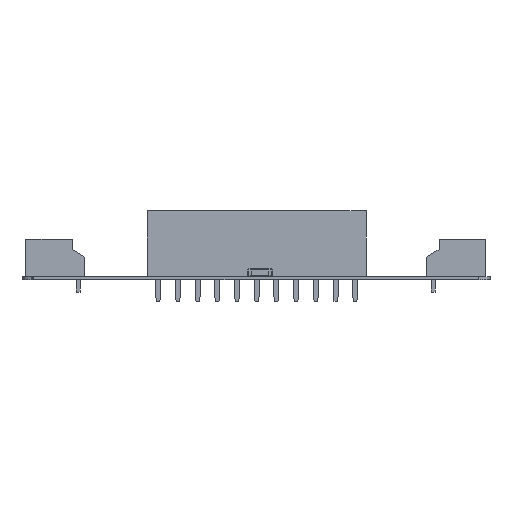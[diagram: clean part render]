
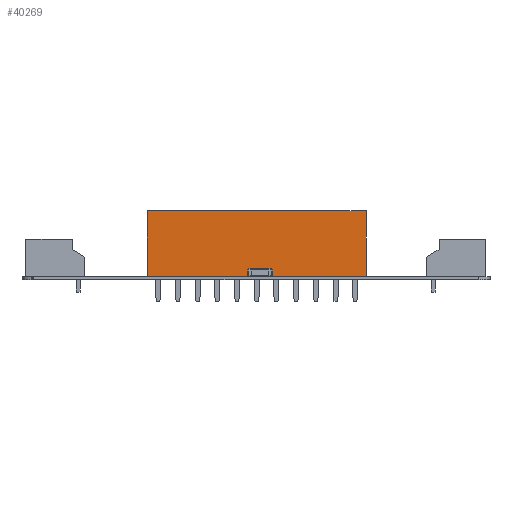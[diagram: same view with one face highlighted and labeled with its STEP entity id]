
A CAD part, front view. The second image highlights one B-rep face of the part: STEP entity #40269.
In plain terms, the highlighted face is planar.
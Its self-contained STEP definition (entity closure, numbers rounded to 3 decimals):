
#21281 = PLANE('',#21282);
#21282 = AXIS2_PLACEMENT_3D('',#21283,#21284,#21285);
#21283 = CARTESIAN_POINT('',(-14.095,0.,1.013));
#21284 = DIRECTION('',(0.,-1.,0.));
#21285 = DIRECTION('',(0.,0.,-1.));
#21574 = PLANE('',#21575);
#21575 = AXIS2_PLACEMENT_3D('',#21576,#21577,#21578);
#21576 = CARTESIAN_POINT('',(-14.095,8.5,0.));
#21577 = DIRECTION('',(0.,1.,0.));
#21578 = DIRECTION('',(0.,0.,1.));
#22657 = PLANE('',#22658);
#22658 = AXIS2_PLACEMENT_3D('',#22659,#22660,#22661);
#22659 = CARTESIAN_POINT('',(14.095,4.101,0.)
  );
#22660 = DIRECTION('',(1.,0.,0.));
#22661 = DIRECTION('',(0.,0.,-1.));
#23244 = VERTEX_POINT('',#23245);
#23245 = CARTESIAN_POINT('',(14.095,0.,1.25));
#23266 = EDGE_CURVE('',#23267,#23244,#23269,.T.);
#23267 = VERTEX_POINT('',#23268);
#23268 = CARTESIAN_POINT('',(-14.095,0.,1.25));
#23269 = SURFACE_CURVE('',#23270,(#23274,#23281),.PCURVE_S1.);
#23270 = LINE('',#23271,#23272);
#23271 = CARTESIAN_POINT('',(-14.095,0.,1.25));
#23272 = VECTOR('',#23273,1.);
#23273 = DIRECTION('',(1.,0.,0.));
#23274 = PCURVE('',#21281,#23275);
#23275 = DEFINITIONAL_REPRESENTATION('',(#23276),#23280);
#23276 = LINE('',#23277,#23278);
#23277 = CARTESIAN_POINT('',(-0.238,0.));
#23278 = VECTOR('',#23279,1.);
#23279 = DIRECTION('',(0.,1.));
#23280 = ( GEOMETRIC_REPRESENTATION_CONTEXT(2) 
PARAMETRIC_REPRESENTATION_CONTEXT() REPRESENTATION_CONTEXT('2D SPACE',''
  ) );
#23281 = PCURVE('',#23282,#23287);
#23282 = PLANE('',#23283);
#23283 = AXIS2_PLACEMENT_3D('',#23284,#23285,#23286);
#23284 = CARTESIAN_POINT('',(-14.095,4.25,1.25));
#23285 = DIRECTION('',(0.,0.,1.));
#23286 = DIRECTION('',(0.,-1.,0.));
#23287 = DEFINITIONAL_REPRESENTATION('',(#23288),#23292);
#23288 = LINE('',#23289,#23290);
#23289 = CARTESIAN_POINT('',(4.25,0.));
#23290 = VECTOR('',#23291,1.);
#23291 = DIRECTION('',(0.,1.));
#23292 = ( GEOMETRIC_REPRESENTATION_CONTEXT(2) 
PARAMETRIC_REPRESENTATION_CONTEXT() REPRESENTATION_CONTEXT('2D SPACE',''
  ) );
#23310 = PLANE('',#23311);
#23311 = AXIS2_PLACEMENT_3D('',#23312,#23313,#23314);
#23312 = CARTESIAN_POINT('',(-14.095,4.101,0.)
  );
#23313 = DIRECTION('',(1.,0.,0.));
#23314 = DIRECTION('',(0.,0.,-1.));
#39655 = VERTEX_POINT('',#39656);
#39656 = CARTESIAN_POINT('',(14.095,8.5,1.25));
#39708 = VERTEX_POINT('',#39709);
#39709 = CARTESIAN_POINT('',(-14.095,8.5,1.25));
#39730 = EDGE_CURVE('',#39708,#39655,#39731,.T.);
#39731 = SURFACE_CURVE('',#39732,(#39736,#39743),.PCURVE_S1.);
#39732 = LINE('',#39733,#39734);
#39733 = CARTESIAN_POINT('',(-14.095,8.5,1.25));
#39734 = VECTOR('',#39735,1.);
#39735 = DIRECTION('',(1.,0.,0.));
#39736 = PCURVE('',#21574,#39737);
#39737 = DEFINITIONAL_REPRESENTATION('',(#39738),#39742);
#39738 = LINE('',#39739,#39740);
#39739 = CARTESIAN_POINT('',(1.25,0.));
#39740 = VECTOR('',#39741,1.);
#39741 = DIRECTION('',(0.,1.));
#39742 = ( GEOMETRIC_REPRESENTATION_CONTEXT(2) 
PARAMETRIC_REPRESENTATION_CONTEXT() REPRESENTATION_CONTEXT('2D SPACE',''
  ) );
#39743 = PCURVE('',#23282,#39744);
#39744 = DEFINITIONAL_REPRESENTATION('',(#39745),#39749);
#39745 = LINE('',#39746,#39747);
#39746 = CARTESIAN_POINT('',(-4.25,0.));
#39747 = VECTOR('',#39748,1.);
#39748 = DIRECTION('',(0.,1.));
#39749 = ( GEOMETRIC_REPRESENTATION_CONTEXT(2) 
PARAMETRIC_REPRESENTATION_CONTEXT() REPRESENTATION_CONTEXT('2D SPACE',''
  ) );
#40269 = ADVANCED_FACE('',(#40270),#23282,.T.);
#40270 = FACE_BOUND('',#40271,.T.);
#40271 = EDGE_LOOP('',(#40272,#40293,#40294,#40315));
#40272 = ORIENTED_EDGE('',*,*,#40273,.T.);
#40273 = EDGE_CURVE('',#23244,#39655,#40274,.T.);
#40274 = SURFACE_CURVE('',#40275,(#40279,#40286),.PCURVE_S1.);
#40275 = LINE('',#40276,#40277);
#40276 = CARTESIAN_POINT('',(14.095,0.,1.25));
#40277 = VECTOR('',#40278,1.);
#40278 = DIRECTION('',(0.,1.,0.));
#40279 = PCURVE('',#23282,#40280);
#40280 = DEFINITIONAL_REPRESENTATION('',(#40281),#40285);
#40281 = LINE('',#40282,#40283);
#40282 = CARTESIAN_POINT('',(4.25,28.19));
#40283 = VECTOR('',#40284,1.);
#40284 = DIRECTION('',(-1.,0.));
#40285 = ( GEOMETRIC_REPRESENTATION_CONTEXT(2) 
PARAMETRIC_REPRESENTATION_CONTEXT() REPRESENTATION_CONTEXT('2D SPACE',''
  ) );
#40286 = PCURVE('',#22657,#40287);
#40287 = DEFINITIONAL_REPRESENTATION('',(#40288),#40292);
#40288 = LINE('',#40289,#40290);
#40289 = CARTESIAN_POINT('',(-1.25,-4.101));
#40290 = VECTOR('',#40291,1.);
#40291 = DIRECTION('',(0.,1.));
#40292 = ( GEOMETRIC_REPRESENTATION_CONTEXT(2) 
PARAMETRIC_REPRESENTATION_CONTEXT() REPRESENTATION_CONTEXT('2D SPACE',''
  ) );
#40293 = ORIENTED_EDGE('',*,*,#39730,.F.);
#40294 = ORIENTED_EDGE('',*,*,#40295,.F.);
#40295 = EDGE_CURVE('',#23267,#39708,#40296,.T.);
#40296 = SURFACE_CURVE('',#40297,(#40301,#40308),.PCURVE_S1.);
#40297 = LINE('',#40298,#40299);
#40298 = CARTESIAN_POINT('',(-14.095,0.,1.25));
#40299 = VECTOR('',#40300,1.);
#40300 = DIRECTION('',(0.,1.,0.));
#40301 = PCURVE('',#23282,#40302);
#40302 = DEFINITIONAL_REPRESENTATION('',(#40303),#40307);
#40303 = LINE('',#40304,#40305);
#40304 = CARTESIAN_POINT('',(4.25,0.));
#40305 = VECTOR('',#40306,1.);
#40306 = DIRECTION('',(-1.,0.));
#40307 = ( GEOMETRIC_REPRESENTATION_CONTEXT(2) 
PARAMETRIC_REPRESENTATION_CONTEXT() REPRESENTATION_CONTEXT('2D SPACE',''
  ) );
#40308 = PCURVE('',#23310,#40309);
#40309 = DEFINITIONAL_REPRESENTATION('',(#40310),#40314);
#40310 = LINE('',#40311,#40312);
#40311 = CARTESIAN_POINT('',(-1.25,-4.101));
#40312 = VECTOR('',#40313,1.);
#40313 = DIRECTION('',(0.,1.));
#40314 = ( GEOMETRIC_REPRESENTATION_CONTEXT(2) 
PARAMETRIC_REPRESENTATION_CONTEXT() REPRESENTATION_CONTEXT('2D SPACE',''
  ) );
#40315 = ORIENTED_EDGE('',*,*,#23266,.T.);
